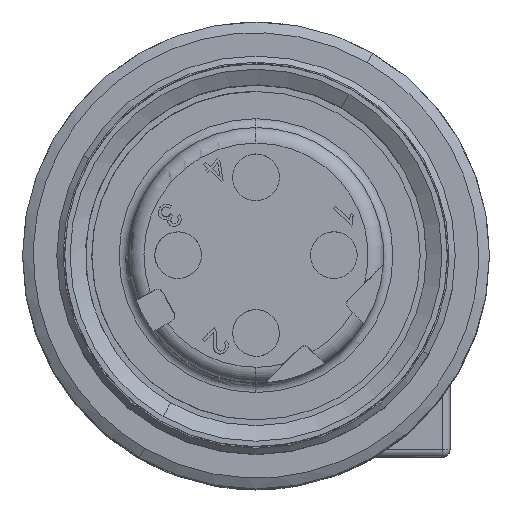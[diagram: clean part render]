
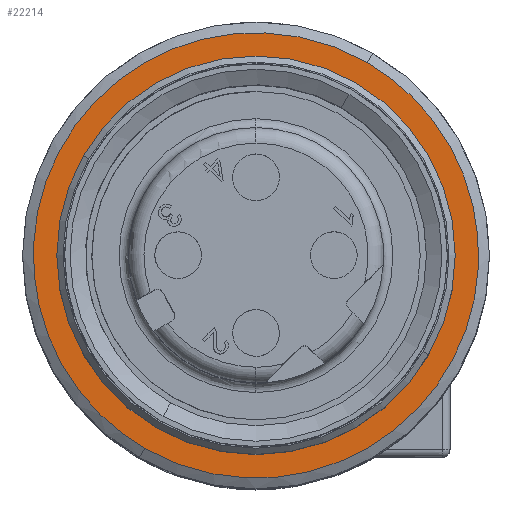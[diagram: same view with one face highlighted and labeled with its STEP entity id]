
A CAD part, top view. The second image highlights one B-rep face of the part: STEP entity #22214.
In plain terms, the highlighted planar face has unit normal (0, 0, 1).
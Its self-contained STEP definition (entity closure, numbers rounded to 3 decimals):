
#22116=AXIS2_PLACEMENT_3D('Circle Axis2P3D',#22114,#22115,$) ;
#22134=AXIS2_PLACEMENT_3D('Circle Axis2P3D',#22132,#22133,$) ;
#22148=AXIS2_PLACEMENT_3D('Plane Axis2P3D',#22145,#22146,#22147) ;
#22104=CARTESIAN_POINT('Vertex',(10.7,13.043,185.)) ;
#22111=CARTESIAN_POINT('Vertex',(4.3,1.957,185.)) ;
#22114=CARTESIAN_POINT('Axis2P3D Location',(7.5,7.5,185.)) ;
#22132=CARTESIAN_POINT('Axis2P3D Location',(7.5,7.5,185.)) ;
#22145=CARTESIAN_POINT('Axis2P3D Location',(11.077,13.695,185.)) ;
#22151=CARTESIAN_POINT('Control Point',(11.077,13.695,185.)) ;
#22152=CARTESIAN_POINT('Control Point',(10.509,14.023,185.)) ;
#22153=CARTESIAN_POINT('Control Point',(9.905,14.285,185.)) ;
#22154=CARTESIAN_POINT('Control Point',(9.272,14.477,185.)) ;
#22155=CARTESIAN_POINT('Control Point',(7.974,14.713,185.)) ;
#22156=CARTESIAN_POINT('Control Point',(6.657,14.649,185.)) ;
#22157=CARTESIAN_POINT('Control Point',(6.005,14.542,185.)) ;
#22158=CARTESIAN_POINT('Control Point',(4.737,14.18,185.)) ;
#22159=CARTESIAN_POINT('Control Point',(3.583,13.54,185.)) ;
#22160=CARTESIAN_POINT('Control Point',(3.046,13.156,185.)) ;
#22161=CARTESIAN_POINT('Control Point',(2.069,12.27,185.)) ;
#22162=CARTESIAN_POINT('Control Point',(1.317,11.186,185.)) ;
#22163=CARTESIAN_POINT('Control Point',(1.005,10.604,185.)) ;
#22164=CARTESIAN_POINT('Control Point',(0.519,9.377,185.)) ;
#22165=CARTESIAN_POINT('Control Point',(0.324,8.073,185.)) ;
#22166=CARTESIAN_POINT('Control Point',(0.302,7.413,185.)) ;
#22167=CARTESIAN_POINT('Control Point',(0.409,6.098,185.)) ;
#22168=CARTESIAN_POINT('Control Point',(0.81,4.842,185.)) ;
#22169=CARTESIAN_POINT('Control Point',(1.082,4.239,185.)) ;
#22170=CARTESIAN_POINT('Control Point',(1.712,3.186,185.)) ;
#22171=CARTESIAN_POINT('Control Point',(2.548,2.291,185.)) ;
#22172=CARTESIAN_POINT('Control Point',(2.974,1.917,185.)) ;
#22173=CARTESIAN_POINT('Control Point',(3.435,1.587,185.)) ;
#22174=CARTESIAN_POINT('Control Point',(3.923,1.305,185.)) ;
#22175=CARTESIAN_POINT('Vertex',(11.077,13.695,185.)) ;
#22177=CARTESIAN_POINT('Vertex',(3.923,1.305,185.)) ;
#22181=CARTESIAN_POINT('Control Point',(3.923,1.305,185.)) ;
#22182=CARTESIAN_POINT('Control Point',(4.491,0.977,185.)) ;
#22183=CARTESIAN_POINT('Control Point',(5.095,0.715,185.)) ;
#22184=CARTESIAN_POINT('Control Point',(5.728,0.523,185.)) ;
#22185=CARTESIAN_POINT('Control Point',(7.026,0.287,185.)) ;
#22186=CARTESIAN_POINT('Control Point',(8.343,0.351,185.)) ;
#22187=CARTESIAN_POINT('Control Point',(8.995,0.458,185.)) ;
#22188=CARTESIAN_POINT('Control Point',(10.263,0.82,185.)) ;
#22189=CARTESIAN_POINT('Control Point',(11.417,1.46,185.)) ;
#22190=CARTESIAN_POINT('Control Point',(11.954,1.844,185.)) ;
#22191=CARTESIAN_POINT('Control Point',(12.931,2.73,185.)) ;
#22192=CARTESIAN_POINT('Control Point',(13.683,3.814,185.)) ;
#22193=CARTESIAN_POINT('Control Point',(13.995,4.396,185.)) ;
#22194=CARTESIAN_POINT('Control Point',(14.481,5.623,185.)) ;
#22195=CARTESIAN_POINT('Control Point',(14.676,6.927,185.)) ;
#22196=CARTESIAN_POINT('Control Point',(14.698,7.587,185.)) ;
#22197=CARTESIAN_POINT('Control Point',(14.591,8.902,185.)) ;
#22198=CARTESIAN_POINT('Control Point',(14.19,10.158,185.)) ;
#22199=CARTESIAN_POINT('Control Point',(13.918,10.761,185.)) ;
#22200=CARTESIAN_POINT('Control Point',(13.288,11.814,185.)) ;
#22201=CARTESIAN_POINT('Control Point',(12.452,12.709,185.)) ;
#22202=CARTESIAN_POINT('Control Point',(12.026,13.083,185.)) ;
#22203=CARTESIAN_POINT('Control Point',(11.565,13.413,185.)) ;
#22204=CARTESIAN_POINT('Control Point',(11.077,13.695,185.)) ;
#22115=DIRECTION('Axis2P3D Direction',(0.,0.,1.)) ;
#22133=DIRECTION('Axis2P3D Direction',(0.,0.,1.)) ;
#22146=DIRECTION('Axis2P3D Direction',(0.,0.,-1.)) ;
#22147=DIRECTION('Axis2P3D XDirection',(-0.5,-0.866,0.)) ;
#22207=ORIENTED_EDGE('',*,*,#22179,.T.) ;
#22208=ORIENTED_EDGE('',*,*,#22205,.T.) ;
#22211=ORIENTED_EDGE('',*,*,#22118,.F.) ;
#22212=ORIENTED_EDGE('',*,*,#22136,.F.) ;
#22213=FACE_BOUND('',#22210,.T.) ;
#22214=ADVANCED_FACE('2450457000.1\\a.gr14D49E9B35wh.1\\MANIFOLD_SOLID_BREP #40',(#22209,#22213),#22149,.F.) ;
#22150=B_SPLINE_CURVE_WITH_KNOTS('',5,(#22151,#22152,#22153,#22154,#22155,#22156,#22157,#22158,#22159,#22160,#22161,#22162,#22163,#22164,#22165,#22166,#22167,#22168,#22169,#22170,#22171,#22172,#22173,#22174),.UNSPECIFIED.,.F.,.U.,(6,3,3,3,3,3,3,6),(0.,4.633,9.265,13.898,18.53,23.163,27.795,31.782),.UNSPECIFIED.) ;
#22180=B_SPLINE_CURVE_WITH_KNOTS('',5,(#22181,#22182,#22183,#22184,#22185,#22186,#22187,#22188,#22189,#22190,#22191,#22192,#22193,#22194,#22195,#22196,#22197,#22198,#22199,#22200,#22201,#22202,#22203,#22204),.UNSPECIFIED.,.F.,.U.,(6,3,3,3,3,3,3,6),(0.,4.633,9.265,13.898,18.53,23.163,27.795,31.782),.UNSPECIFIED.) ;
#22117=CIRCLE('generated circle',#22116,6.4) ;
#22135=CIRCLE('generated circle',#22134,6.4) ;
#22118=EDGE_CURVE('',#22112,#22105,#22117,.T.) ;
#22136=EDGE_CURVE('',#22105,#22112,#22135,.T.) ;
#22179=EDGE_CURVE('',#22176,#22178,#22150,.T.) ;
#22205=EDGE_CURVE('',#22178,#22176,#22180,.T.) ;
#22206=EDGE_LOOP('',(#22207,#22208)) ;
#22210=EDGE_LOOP('',(#22211,#22212)) ;
#22209=FACE_OUTER_BOUND('',#22206,.T.) ;
#22149=PLANE('',#22148) ;
#22105=VERTEX_POINT('',#22104) ;
#22112=VERTEX_POINT('',#22111) ;
#22176=VERTEX_POINT('',#22175) ;
#22178=VERTEX_POINT('',#22177) ;
